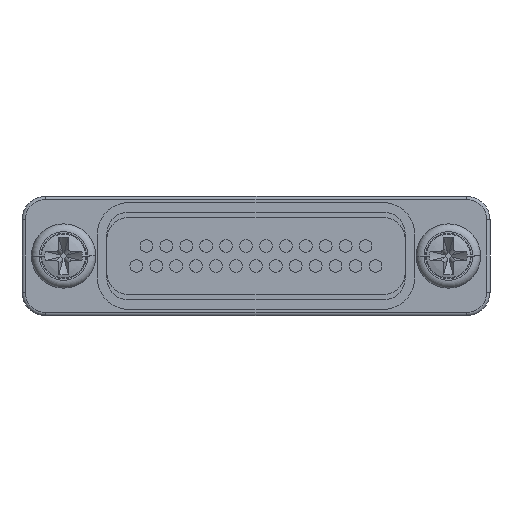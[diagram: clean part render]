
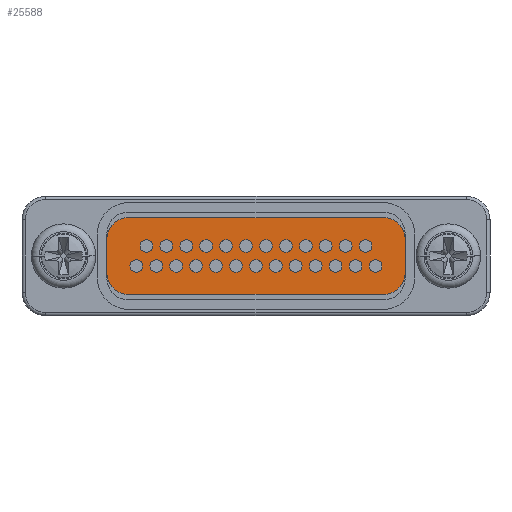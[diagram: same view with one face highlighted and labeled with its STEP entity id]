
A CAD part, front view. The second image highlights one B-rep face of the part: STEP entity #25588.
In plain terms, the highlighted planar face has unit normal (0, -1, 0).
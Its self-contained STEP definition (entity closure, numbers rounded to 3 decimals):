
#25369=CARTESIAN_POINT('',(-8.1,0.2,1.05));
#25370=DIRECTION('',(0.,-1.,0.));
#25371=DIRECTION('',(0.,0.,1.));
#25372=AXIS2_PLACEMENT_3D('',#25369,#25370,#25371);
#25374=DIRECTION('',(-1.,0.,0.));
#25375=VECTOR('',#25374,16.2);
#25376=CARTESIAN_POINT('',(8.1,0.2,2.45));
#25377=LINE('',#25376,#25375);
#25378=CARTESIAN_POINT('',(8.1,0.2,1.05));
#25379=DIRECTION('',(0.,-1.,0.));
#25380=DIRECTION('',(1.,0.,0.));
#25381=AXIS2_PLACEMENT_3D('',#25378,#25379,#25380);
#25383=DIRECTION('',(0.,0.,1.));
#25384=VECTOR('',#25383,2.1);
#25385=CARTESIAN_POINT('',(9.5,0.2,-1.05));
#25386=LINE('',#25385,#25384);
#25387=CARTESIAN_POINT('',(8.1,0.2,-1.05));
#25388=DIRECTION('',(0.,-1.,0.));
#25389=DIRECTION('',(0.,0.,-1.));
#25390=AXIS2_PLACEMENT_3D('',#25387,#25388,#25389);
#25392=DIRECTION('',(1.,0.,0.));
#25393=VECTOR('',#25392,16.2);
#25394=CARTESIAN_POINT('',(-8.1,0.2,-2.45));
#25395=LINE('',#25394,#25393);
#25396=CARTESIAN_POINT('',(-8.1,0.2,-1.05));
#25397=DIRECTION('',(0.,-1.,0.));
#25398=DIRECTION('',(-1.,0.,0.));
#25399=AXIS2_PLACEMENT_3D('',#25396,#25397,#25398);
#25401=DIRECTION('',(0.,0.,-1.));
#25402=VECTOR('',#25401,2.1);
#25403=CARTESIAN_POINT('',(-9.5,0.2,1.05));
#25404=LINE('',#25403,#25402);
#25421=CARTESIAN_POINT('',(-8.1,0.2,2.45));
#25422=CARTESIAN_POINT('',(-9.5,0.2,1.05));
#25423=VERTEX_POINT('',#25421);
#25424=VERTEX_POINT('',#25422);
#25425=CARTESIAN_POINT('',(-9.5,0.2,-1.05));
#25426=VERTEX_POINT('',#25425);
#25427=CARTESIAN_POINT('',(-8.1,0.2,-2.45));
#25428=VERTEX_POINT('',#25427);
#25429=CARTESIAN_POINT('',(8.1,0.2,-2.45));
#25430=VERTEX_POINT('',#25429);
#25431=CARTESIAN_POINT('',(9.5,0.2,-1.05));
#25432=VERTEX_POINT('',#25431);
#25433=CARTESIAN_POINT('',(9.5,0.2,1.05));
#25434=VERTEX_POINT('',#25433);
#25435=CARTESIAN_POINT('',(8.1,0.2,2.45));
#25436=VERTEX_POINT('',#25435);
#25573=CARTESIAN_POINT('',(0.,0.2,0.));
#25574=DIRECTION('',(0.,-1.,0.));
#25575=DIRECTION('',(1.,0.,0.));
#25576=AXIS2_PLACEMENT_3D('',#25573,#25574,#25575);
#25577=PLANE('',#25576);
#25578=ORIENTED_EDGE('',*,*,#25469,.F.);
#25579=ORIENTED_EDGE('',*,*,#25484,.F.);
#25580=ORIENTED_EDGE('',*,*,#25498,.F.);
#25581=ORIENTED_EDGE('',*,*,#25512,.F.);
#25582=ORIENTED_EDGE('',*,*,#25526,.F.);
#25583=ORIENTED_EDGE('',*,*,#25540,.F.);
#25584=ORIENTED_EDGE('',*,*,#25554,.F.);
#25585=ORIENTED_EDGE('',*,*,#25567,.F.);
#25586=EDGE_LOOP('',(#25578,#25579,#25580,#25581,#25582,#25583,#25584,#25585));
#25587=FACE_OUTER_BOUND('',#25586,.F.);
#25373=CIRCLE('',#25372,1.4);
#25382=CIRCLE('',#25381,1.4);
#25391=CIRCLE('',#25390,1.4);
#25400=CIRCLE('',#25399,1.4);
#25469=EDGE_CURVE('',#25423,#25424,#25373,.T.);
#25484=EDGE_CURVE('',#25436,#25423,#25377,.T.);
#25498=EDGE_CURVE('',#25434,#25436,#25382,.T.);
#25512=EDGE_CURVE('',#25432,#25434,#25386,.T.);
#25526=EDGE_CURVE('',#25430,#25432,#25391,.T.);
#25540=EDGE_CURVE('',#25428,#25430,#25395,.T.);
#25554=EDGE_CURVE('',#25426,#25428,#25400,.T.);
#25567=EDGE_CURVE('',#25424,#25426,#25404,.T.);
#25588=ADVANCED_FACE('',(#25587),#25577,.T.);
